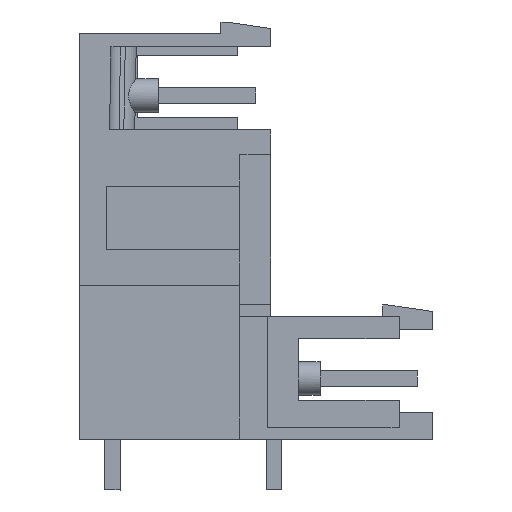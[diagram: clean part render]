
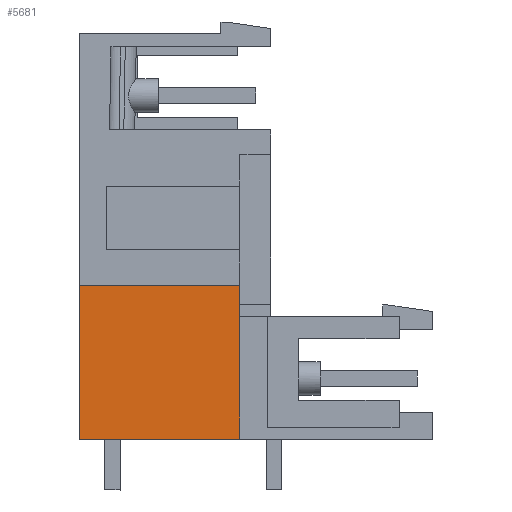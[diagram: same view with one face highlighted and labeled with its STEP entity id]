
A CAD part, left-side view. The second image highlights one B-rep face of the part: STEP entity #5681.
In plain terms, the highlighted planar face has unit normal (-1, 0, 0).
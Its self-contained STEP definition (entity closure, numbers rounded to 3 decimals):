
#5661=AXIS2_PLACEMENT_3D('Plane Axis2P3D',#5658,#5659,#5660) ;
#2501=CARTESIAN_POINT('Vertex',(1.54,12.1,3.2)) ;
#2504=CARTESIAN_POINT('Line Origine',(1.54,17.13,3.2)) ;
#2508=CARTESIAN_POINT('Vertex',(1.54,22.16,3.2)) ;
#5637=CARTESIAN_POINT('Line Origine',(1.54,22.16,8.025)) ;
#5641=CARTESIAN_POINT('Vertex',(1.54,22.16,12.85)) ;
#5658=CARTESIAN_POINT('Axis2P3D Location',(1.54,12.1,3.2)) ;
#5663=CARTESIAN_POINT('Line Origine',(1.54,12.1,8.025)) ;
#5667=CARTESIAN_POINT('Vertex',(1.54,12.1,12.85)) ;
#5670=CARTESIAN_POINT('Line Origine',(1.54,17.13,12.85)) ;
#2505=DIRECTION('Vector Direction',(0.,1.,0.)) ;
#5638=DIRECTION('Vector Direction',(0.,0.,1.)) ;
#5659=DIRECTION('Axis2P3D Direction',(-1.,0.,0.)) ;
#5660=DIRECTION('Axis2P3D XDirection',(0.,0.,1.)) ;
#5664=DIRECTION('Vector Direction',(0.,0.,1.)) ;
#5671=DIRECTION('Vector Direction',(0.,1.,0.)) ;
#2506=VECTOR('Line Direction',#2505,1.) ;
#5639=VECTOR('Line Direction',#5638,1.) ;
#5665=VECTOR('Line Direction',#5664,1.) ;
#5672=VECTOR('Line Direction',#5671,1.) ;
#5676=ORIENTED_EDGE('',*,*,#2510,.F.) ;
#5677=ORIENTED_EDGE('',*,*,#5669,.T.) ;
#5678=ORIENTED_EDGE('',*,*,#5674,.T.) ;
#5679=ORIENTED_EDGE('',*,*,#5643,.F.) ;
#5681=ADVANCED_FACE('HOUSING',(#5680),#5662,.T.) ;
#2510=EDGE_CURVE('',#2502,#2509,#2507,.T.) ;
#5643=EDGE_CURVE('',#2509,#5642,#5640,.T.) ;
#5669=EDGE_CURVE('',#2502,#5668,#5666,.T.) ;
#5674=EDGE_CURVE('',#5668,#5642,#5673,.T.) ;
#5675=EDGE_LOOP('',(#5676,#5677,#5678,#5679)) ;
#5680=FACE_OUTER_BOUND('',#5675,.T.) ;
#2507=LINE('Line',#2504,#2506) ;
#5640=LINE('Line',#5637,#5639) ;
#5666=LINE('Line',#5663,#5665) ;
#5673=LINE('Line',#5670,#5672) ;
#5662=PLANE('',#5661) ;
#2502=VERTEX_POINT('',#2501) ;
#2509=VERTEX_POINT('',#2508) ;
#5642=VERTEX_POINT('',#5641) ;
#5668=VERTEX_POINT('',#5667) ;
